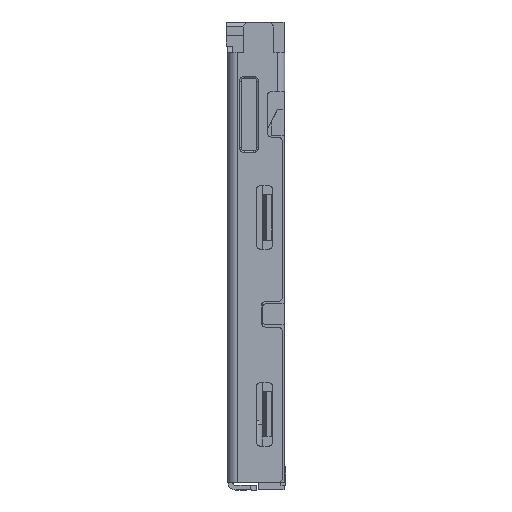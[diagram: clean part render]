
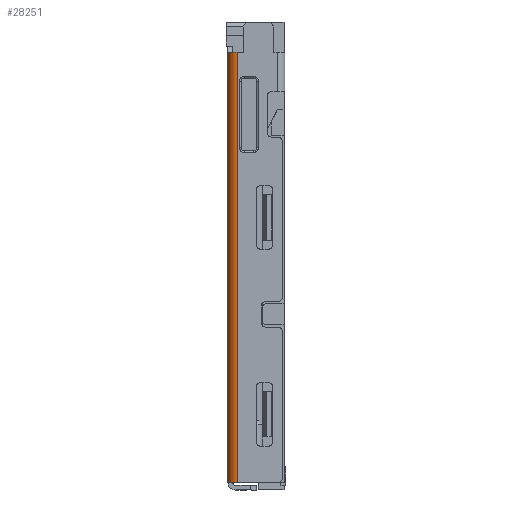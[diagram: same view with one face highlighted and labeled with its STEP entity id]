
A CAD part, left-side view. The second image highlights one B-rep face of the part: STEP entity #28251.
In plain terms, the highlighted cylindrical face has radius 0.3 mm (diameter 0.6 mm), a partial arc.
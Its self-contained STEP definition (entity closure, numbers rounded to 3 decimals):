
#2243=LINE('',#40689,#4427);
#2244=LINE('',#40693,#4428);
#4427=VECTOR('',#33531,1000.);
#4428=VECTOR('',#33534,1000.);
#7408=ORIENTED_EDGE('',*,*,#12198,.F.);
#7409=ORIENTED_EDGE('',*,*,#13200,.T.);
#7410=ORIENTED_EDGE('',*,*,#13201,.T.);
#7411=ORIENTED_EDGE('',*,*,#13202,.T.);
#12198=EDGE_CURVE('',#15219,#15220,#16681,.T.);
#13200=EDGE_CURVE('',#15219,#15975,#2243,.T.);
#13201=EDGE_CURVE('',#15975,#15976,#16900,.T.);
#13202=EDGE_CURVE('',#15976,#15220,#2244,.T.);
#15219=VERTEX_POINT('',#38183);
#15220=VERTEX_POINT('',#38185);
#15975=VERTEX_POINT('',#40690);
#15976=VERTEX_POINT('',#40692);
#16681=CIRCLE('',#29294,0.3);
#16900=CIRCLE('',#29761,0.3);
#17593=EDGE_LOOP('',(#7408,#7409,#7410,#7411));
#18798=FACE_BOUND('',#17593,.T.);
#19718=CYLINDRICAL_SURFACE('',#29760,0.3);
#28251=ADVANCED_FACE('',(#18798),#19718,.T.);
#29294=AXIS2_PLACEMENT_3D('',#38184,#31882,#31883);
#29760=AXIS2_PLACEMENT_3D('',#40688,#33529,#33530);
#29761=AXIS2_PLACEMENT_3D('',#40691,#33532,#33533);
#31882=DIRECTION('',(0.,1.,0.));
#31883=DIRECTION('',(0.,0.,1.));
#33529=DIRECTION('',(0.,1.,0.));
#33530=DIRECTION('',(0.,0.,-1.));
#33531=DIRECTION('',(0.,-1.,0.));
#33532=DIRECTION('',(0.,1.,0.));
#33533=DIRECTION('',(0.,0.,-1.));
#33534=DIRECTION('',(0.,1.,0.));
#38183=CARTESIAN_POINT('',(0.3,15.2,3.5));
#38184=CARTESIAN_POINT('',(0.3,15.2,3.8));
#38185=CARTESIAN_POINT('',(0.,15.2,3.8));
#40688=CARTESIAN_POINT('',(0.3,15.484,3.8));
#40689=CARTESIAN_POINT('',(0.3,15.484,3.5));
#40690=CARTESIAN_POINT('',(0.3,1.,3.5));
#40691=CARTESIAN_POINT('',(0.3,1.,3.8));
#40692=CARTESIAN_POINT('',(0.,1.,3.8));
#40693=CARTESIAN_POINT('',(0.,7.6,3.8));
